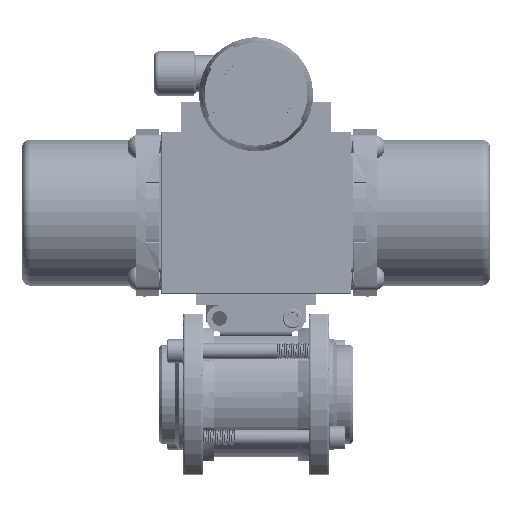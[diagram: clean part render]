
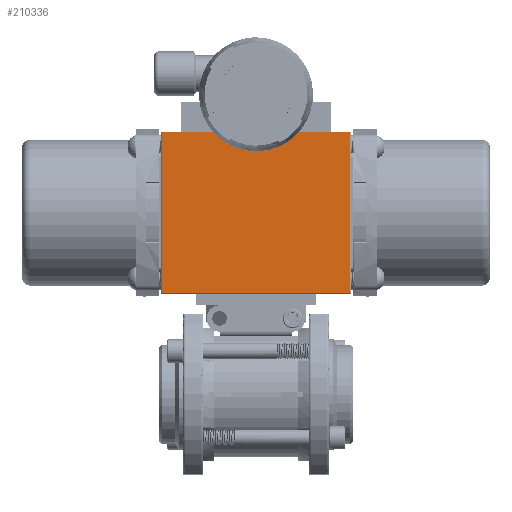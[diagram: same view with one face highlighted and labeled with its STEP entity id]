
A CAD part, top view. The second image highlights one B-rep face of the part: STEP entity #210336.
In plain terms, the highlighted planar face has unit normal (0, 0, 1).
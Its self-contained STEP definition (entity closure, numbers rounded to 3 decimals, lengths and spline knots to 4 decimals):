
#1384 = CARTESIAN_POINT ( 'NONE',  ( -2.253, 6.283, 1.55 ) ) ;
#21186 = EDGE_CURVE ( 'NONE', #161832, #166003, #154233, .T. ) ;
#28254 = EDGE_CURVE ( 'NONE', #137153, #115083, #186507, .T. ) ;
#39307 = AXIS2_PLACEMENT_3D ( 'NONE', #164282, #55850, #182335 ) ;
#48881 = ORIENTED_EDGE ( 'NONE', *, *, #21186, .T. ) ;
#55850 = DIRECTION ( 'NONE',  ( 0., 0., -1. ) ) ;
#57361 = CARTESIAN_POINT ( 'NONE',  ( -2.273, 6.283, 1.55 ) ) ;
#65036 = ORIENTED_EDGE ( 'NONE', *, *, #107131, .T. ) ;
#78349 = DIRECTION ( 'NONE',  ( 0., -1., 0. ) ) ;
#84713 = VECTOR ( 'NONE', #183888, 39.3701 ) ;
#89461 = ORIENTED_EDGE ( 'NONE', *, *, #105269, .T. ) ;
#95789 = CARTESIAN_POINT ( 'NONE',  ( 2.253, 2.423, 1.55 ) ) ;
#105269 = EDGE_CURVE ( 'NONE', #166003, #137153, #217641, .T. ) ;
#107131 = EDGE_CURVE ( 'NONE', #115083, #161832, #151859, .T. ) ;
#115079 = FACE_OUTER_BOUND ( 'NONE', #167638, .T. ) ;
#115083 = VERTEX_POINT ( 'NONE', #1384 ) ;
#121447 = VECTOR ( 'NONE', #191010, 39.3701 ) ;
#137153 = VERTEX_POINT ( 'NONE', #191076 ) ;
#141780 = CARTESIAN_POINT ( 'NONE',  ( -2.273, 2.423, 1.55 ) ) ;
#146161 = PLANE ( 'NONE',  #39307 ) ;
#148557 = VECTOR ( 'NONE', #177970, 39.3701 ) ;
#151859 = LINE ( 'NONE', #186666, #194185 ) ;
#154233 = LINE ( 'NONE', #141780, #148557 ) ;
#161832 = VERTEX_POINT ( 'NONE', #212522 ) ;
#164282 = CARTESIAN_POINT ( 'NONE',  ( -2.273, 6.303, 1.55 ) ) ;
#166003 = VERTEX_POINT ( 'NONE', #95789 ) ;
#167638 = EDGE_LOOP ( 'NONE', ( #89461, #198406, #65036, #48881 ) ) ;
#177970 = DIRECTION ( 'NONE',  ( 1., 0., 0. ) ) ;
#182335 = DIRECTION ( 'NONE',  ( 0., -1., 0. ) ) ;
#183888 = DIRECTION ( 'NONE',  ( -1., 0., 0. ) ) ;
#186507 = LINE ( 'NONE', #57361, #84713 ) ;
#186666 = CARTESIAN_POINT ( 'NONE',  ( -2.253, 2.403, 1.55 ) ) ;
#191010 = DIRECTION ( 'NONE',  ( 0., 1., 0. ) ) ;
#191076 = CARTESIAN_POINT ( 'NONE',  ( 2.253, 6.283, 1.55 ) ) ;
#194185 = VECTOR ( 'NONE', #78349, 39.3701 ) ;
#198406 = ORIENTED_EDGE ( 'NONE', *, *, #28254, .T. ) ;
#209292 = CARTESIAN_POINT ( 'NONE',  ( 2.253, 6.303, 1.55 ) ) ;
#210336 = ADVANCED_FACE ( 'NONE', ( #115079 ), #146161, .F. ) ;
#212522 = CARTESIAN_POINT ( 'NONE',  ( -2.253, 2.423, 1.55 ) ) ;
#217641 = LINE ( 'NONE', #209292, #121447 ) ;
